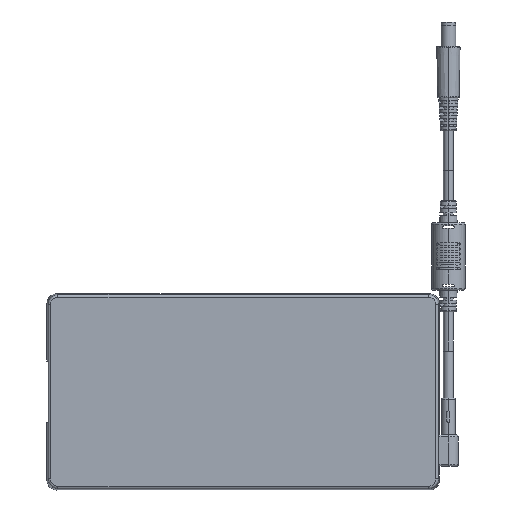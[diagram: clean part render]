
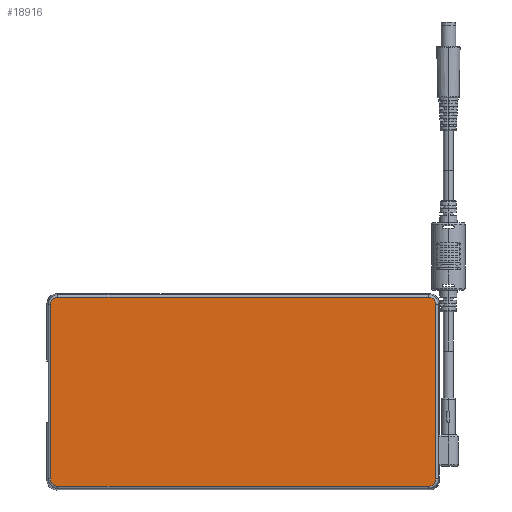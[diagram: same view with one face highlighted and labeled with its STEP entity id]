
A CAD part, top view. The second image highlights one B-rep face of the part: STEP entity #18916.
In plain terms, the highlighted planar face has unit normal (0, 0, 1).
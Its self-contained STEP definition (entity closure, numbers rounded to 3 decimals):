
#9190=DIRECTION('',(0.,-1.,0.));
#9191=VECTOR('',#9190,88.827);
#9192=CARTESIAN_POINT('',(98.209,-40.079,12.45));
#9193=LINE('',#9192,#9191);
#9240=DIRECTION('',(-1.,0.,0.));
#9241=VECTOR('',#9240,188.828);
#9242=CARTESIAN_POINT('',(94.414,-132.702,12.45));
#9243=LINE('',#9242,#9241);
#9290=DIRECTION('',(0.,1.,0.));
#9291=VECTOR('',#9290,88.828);
#9292=CARTESIAN_POINT('',(-98.209,-128.907,
12.45));
#9293=LINE('',#9292,#9291);
#9340=DIRECTION('',(1.,0.,0.));
#9341=VECTOR('',#9340,188.828);
#9342=CARTESIAN_POINT('',(-94.414,-36.284,
12.45));
#9343=LINE('',#9342,#9341);
#9354=CARTESIAN_POINT('',(94.416,-128.909,12.45));
#9355=DIRECTION('',(0.,0.,1.));
#9356=DIRECTION('',(-0.001,-1.,0.));
#9357=AXIS2_PLACEMENT_3D('',#9354,#9355,#9356);
#9362=CARTESIAN_POINT('',(-94.416,-128.909,
12.45));
#9363=DIRECTION('',(0.,0.,1.));
#9364=DIRECTION('',(-1.,0.001,0.));
#9365=AXIS2_PLACEMENT_3D('',#9362,#9363,#9364);
#9370=CARTESIAN_POINT('',(-94.416,-40.077,
12.45));
#9371=DIRECTION('',(0.,0.,1.));
#9372=DIRECTION('',(0.001,1.,0.));
#9373=AXIS2_PLACEMENT_3D('',#9370,#9371,#9372);
#9378=CARTESIAN_POINT('',(94.416,-40.077,12.45));
#9379=DIRECTION('',(0.,0.,1.));
#9380=DIRECTION('',(1.,-0.001,0.));
#9381=AXIS2_PLACEMENT_3D('',#9378,#9379,#9380);
#11313=CARTESIAN_POINT('',(-94.414,-36.284,
12.45));
#11314=VERTEX_POINT('',#11313);
#11315=CARTESIAN_POINT('',(-98.209,-40.079,
12.45));
#11316=VERTEX_POINT('',#11315);
#11317=CARTESIAN_POINT('',(94.414,-132.702,
12.45));
#11319=VERTEX_POINT('',#11317);
#11322=CARTESIAN_POINT('',(98.209,-128.907,
12.45));
#11323=VERTEX_POINT('',#11322);
#11324=CARTESIAN_POINT('',(98.209,-40.079,
12.45));
#11325=VERTEX_POINT('',#11324);
#11328=CARTESIAN_POINT('',(94.414,-36.284,
12.45));
#11329=VERTEX_POINT('',#11328);
#11332=CARTESIAN_POINT('',(-94.414,-132.702,
12.45));
#11333=VERTEX_POINT('',#11332);
#11334=CARTESIAN_POINT('',(-98.209,-128.907,
12.45));
#11335=VERTEX_POINT('',#11334);
#18901=CARTESIAN_POINT('',(-100.,-134.493,
12.45));
#18902=DIRECTION('',(0.,0.,1.));
#18903=DIRECTION('',(0.,-1.,0.));
#18904=AXIS2_PLACEMENT_3D('',#18901,#18902,#18903);
#18905=PLANE('',#18904);
#18906=ORIENTED_EDGE('',*,*,#18808,.T.);
#18907=ORIENTED_EDGE('',*,*,#18822,.F.);
#18908=ORIENTED_EDGE('',*,*,#18837,.T.);
#18909=ORIENTED_EDGE('',*,*,#18851,.F.);
#18910=ORIENTED_EDGE('',*,*,#18866,.T.);
#18911=ORIENTED_EDGE('',*,*,#18880,.F.);
#18912=ORIENTED_EDGE('',*,*,#18894,.T.);
#18913=ORIENTED_EDGE('',*,*,#18792,.F.);
#18914=EDGE_LOOP('',(#18906,#18907,#18908,#18909,#18910,#18911,#18912,#18913));
#18915=FACE_OUTER_BOUND('',#18914,.F.);
#9358=CIRCLE('',#9357,3.793);
#9366=CIRCLE('',#9365,3.793);
#9374=CIRCLE('',#9373,3.793);
#9382=CIRCLE('',#9381,3.793);
#18792=EDGE_CURVE('',#11325,#11329,#9382,.T.);
#18808=EDGE_CURVE('',#11325,#11323,#9193,.T.);
#18822=EDGE_CURVE('',#11319,#11323,#9358,.T.);
#18837=EDGE_CURVE('',#11319,#11333,#9243,.T.);
#18851=EDGE_CURVE('',#11335,#11333,#9366,.T.);
#18866=EDGE_CURVE('',#11335,#11316,#9293,.T.);
#18880=EDGE_CURVE('',#11314,#11316,#9374,.T.);
#18894=EDGE_CURVE('',#11314,#11329,#9343,.T.);
#18916=ADVANCED_FACE('',(#18915),#18905,.T.);
